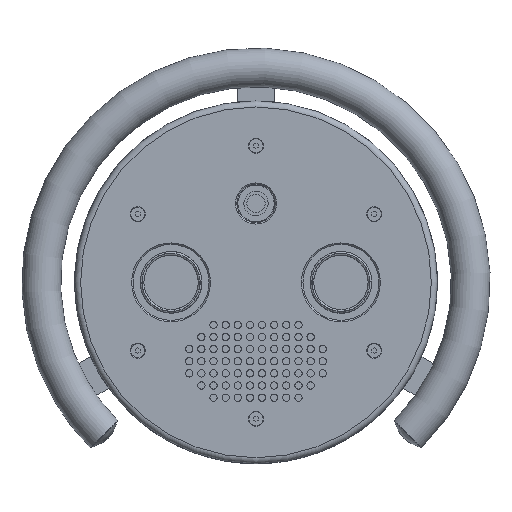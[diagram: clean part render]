
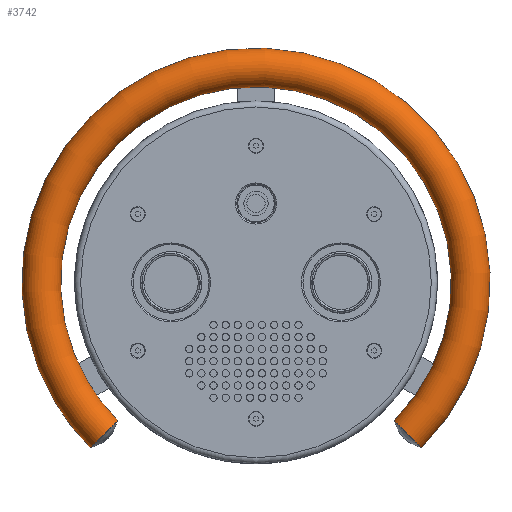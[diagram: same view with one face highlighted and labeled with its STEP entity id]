
A CAD part, top view. The second image highlights one B-rep face of the part: STEP entity #3742.
In plain terms, the highlighted toroidal (fillet/blend) face has major radius 177 mm and minor radius 16 mm.
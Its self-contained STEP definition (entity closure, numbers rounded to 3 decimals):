
#98 = CARTESIAN_POINT ( 'NONE',  ( 0., 0., 123.2 ) ) ;
#739 = DIRECTION ( 'NONE',  ( 0.707, 0.707, 0. ) ) ;
#1013 = AXIS2_PLACEMENT_3D ( 'NONE', #98, #10420, #7703 ) ;
#1583 = CARTESIAN_POINT ( 'NONE',  ( -136.472, -136.472, 123.2 ) ) ;
#1598 = DIRECTION ( 'NONE',  ( -0.707, -0.707, 0. ) ) ;
#1600 = CIRCLE ( 'NONE', #4017, 16. ) ;
#1727 = CARTESIAN_POINT ( 'NONE',  ( -125.158, -125.158, 123.2 ) ) ;
#1755 = CARTESIAN_POINT ( 'NONE',  ( 113.844, -113.844, 123.2 ) ) ;
#1973 = TOROIDAL_SURFACE ( 'NONE', #1013, 177., 16. ) ;
#2014 = VERTEX_POINT ( 'NONE', #1755 ) ;
#3074 = EDGE_LOOP ( 'NONE', ( #7982 ) ) ;
#3606 = CARTESIAN_POINT ( 'NONE',  ( 125.158, -125.158, 123.2 ) ) ;
#3742 = ADVANCED_FACE ( 'NONE', ( #11708, #8714 ), #1973, .T. ) ;
#3923 = VERTEX_POINT ( 'NONE', #1583 ) ;
#4017 = AXIS2_PLACEMENT_3D ( 'NONE', #3606, #739, #6422 ) ;
#4708 = EDGE_CURVE ( 'NONE', #3923, #3923, #6950, .T. ) ;
#5378 = AXIS2_PLACEMENT_3D ( 'NONE', #1727, #12079, #1598 ) ;
#6422 = DIRECTION ( 'NONE',  ( -0.707, 0.707, 0. ) ) ;
#6855 = EDGE_CURVE ( 'NONE', #2014, #2014, #1600, .T. ) ;
#6950 = CIRCLE ( 'NONE', #5378, 16. ) ;
#7703 = DIRECTION ( 'NONE',  ( 1., 0., 0. ) ) ;
#7897 = EDGE_LOOP ( 'NONE', ( #11369 ) ) ;
#7982 = ORIENTED_EDGE ( 'NONE', *, *, #6855, .T. ) ;
#8714 = FACE_OUTER_BOUND ( 'NONE', #3074, .T. ) ;
#10420 = DIRECTION ( 'NONE',  ( 0., 0., 1. ) ) ;
#11369 = ORIENTED_EDGE ( 'NONE', *, *, #4708, .T. ) ;
#11708 = FACE_OUTER_BOUND ( 'NONE', #7897, .T. ) ;
#12079 = DIRECTION ( 'NONE',  ( -0.707, 0.707, 0. ) ) ;
